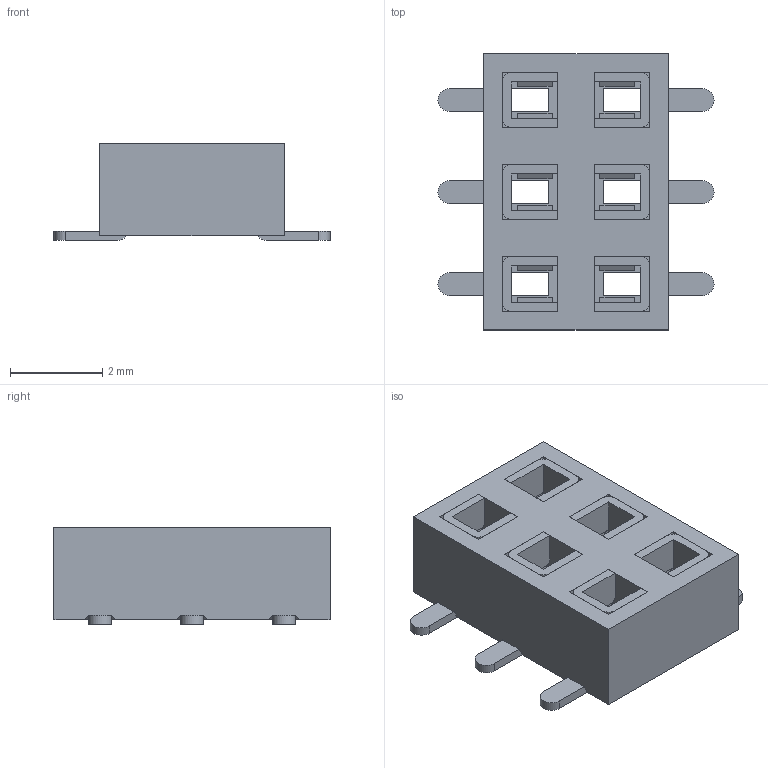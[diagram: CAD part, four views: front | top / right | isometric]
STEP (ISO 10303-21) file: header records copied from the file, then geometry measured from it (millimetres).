
FILE_DESCRIPTION(/* description */ ('Unknown'),/* implementation_level */ '2;1');
FILE_NAME(/* name */ 'J_Wurth_WR-PHD_62100621821',/* time_stamp */ '2025-04-28T11:30:12+08:00',/* author */ ('Unknown'),/* organization */ ('Unknown'),/* preprocessor_version */ 'ST-DEVELOPER v19.4',/* originating_system */ 'Solid Edge',/* authorisation */ 'Unknown');
FILE_SCHEMA (('AUTOMOTIVE_DESIGN {1 0 10303 214 3 1 1}'));
Length unit declared in the file: millimetre
Products named in the file (2): J_Wurth_WR-PHD_62100621821
Assembly tree (1 placements, depth 2):
  J_Wurth_WR-PHD_62100621821
    J_Wurth_WR-PHD_62100621821
Bounding box: 6 x 6 x 2.1 mm (x, y, z)
Volume: 37.5 mm3; surface area: 213.5 mm2
Topology: 7 solids, 7 shells, 450 faces, 1206 edges, 764 vertices
Faces by surface type: plane 252, cylinder 174, bspline 24
Entity records: 14186 total; most frequent: CARTESIAN_POINT 2878, ORIENTED_EDGE 2412, DIRECTION 2266, EDGE_CURVE 1206, LINE 810, VECTOR 810, VERTEX_POINT 764, AXIS2_PLACEMENT_3D 728
